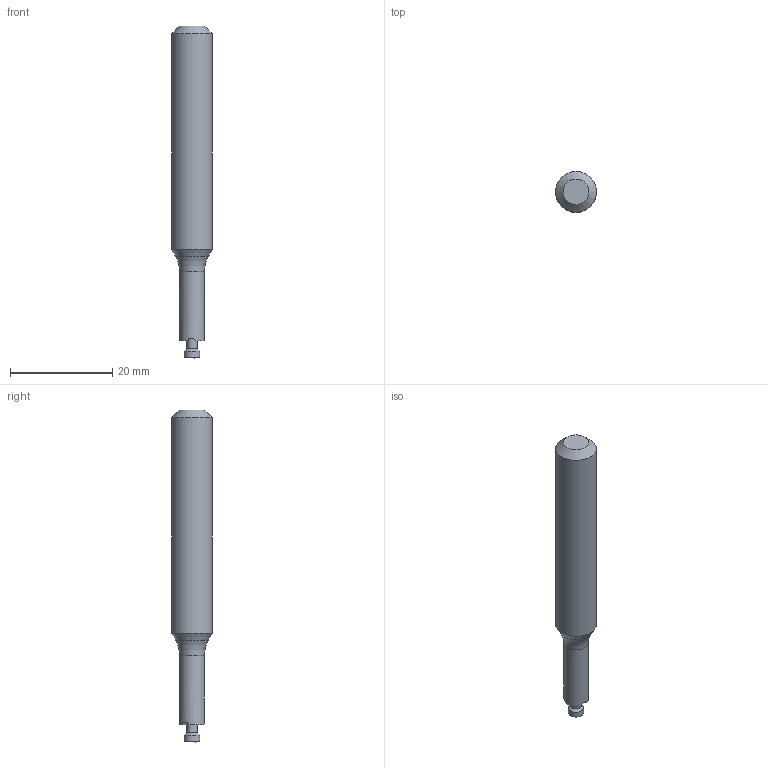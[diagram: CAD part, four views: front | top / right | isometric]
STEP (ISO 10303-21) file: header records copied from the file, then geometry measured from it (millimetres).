
FILE_DESCRIPTION(/* description */ (''),/* implementation_level */ '2;1');
FILE_NAME(/* name */ '335.14-0805.0-017-065-E_Basic.stp',/* time_stamp */ '2024-07-30T13:49:06+05:00',/* author */ (''),/* organization */ (''),/* preprocessor_version */ 'ST-DEVELOPER v16.7',/* originating_system */ 'SIEMENS PLM Software NX 12.0',/* authorisation */ '');
FILE_SCHEMA (('AUTOMOTIVE_DESIGN { 1 0 10303 214 3 1 1 1 }'));
Length unit declared in the file: millimetre
Products named in the file (1): inpu36DC0CE6f10n
Bounding box: 8 x 8 x 64.87 mm (x, y, z)
Volume: 2545.1 mm3; surface area: 1471.9 mm2
Topology: 1 solids, 1 shells, 36 faces, 111 edges, 81 vertices
Faces by surface type: plane 15, bspline 12, cone 4, cylinder 4, torus 1
Full cylindrical faces by diameter (mm): 2.05 x1, 3 x1, 4.8 x1, 7.995 x1
Entity records: 2763 total; most frequent: CARTESIAN_POINT 1879, ORIENTED_EDGE 198, DIRECTION 122, EDGE_CURVE 99, VERTEX_POINT 75, AXIS2_PLACEMENT_3D 55, B_SPLINE_CURVE_WITH_KNOTS 54, EDGE_LOOP 46
